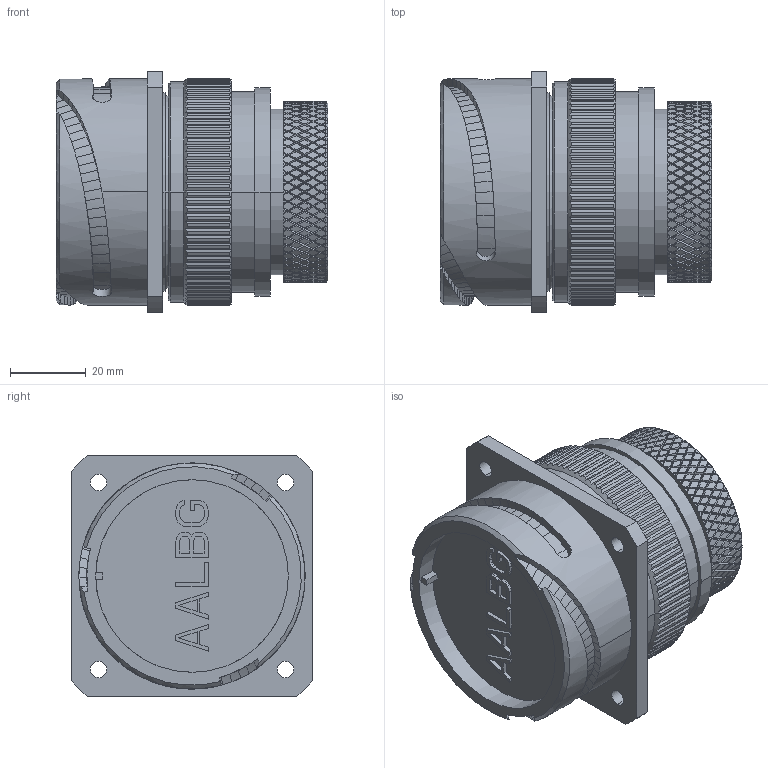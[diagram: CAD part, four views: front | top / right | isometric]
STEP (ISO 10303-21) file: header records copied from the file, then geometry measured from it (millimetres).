
FILE_DESCRIPTION((''),'2;1');
FILE_NAME('VG95234U-36_SW0001','2023-03-01T18:08:04',('paultorloting'),('NET AG system integration'),'CREO PARAMETRIC BY PTC INC, 2021404','CREO PARAMETRIC BY PTC INC, 2021404','');
FILE_SCHEMA(('AUTOMOTIVE_DESIGN { 1 0 10303 214 1 1 1 1 }'));
Products named in the file (1): VG95234U-36_SW0001
Bounding box: 71.55 x 63.5 x 63.5 mm (x, y, z)
Volume: 161552.6 mm3; surface area: 29523.4 mm2
Topology: 1 solids, 1 shells, 2922 faces, 6900 edges, 4013 vertices
Faces by surface type: plane 2135, cylinder 554, bspline 209, cone 20, torus 4
Entity records: 102423 total; most frequent: CARTESIAN_POINT 24504, ORIENTED_EDGE 13800, DIRECTION 10281, EDGE_CURVE 6900, VERTEX_POINT 4013, VECTOR 3752, LINE 3752, AXIS2_PLACEMENT_3D 3263
